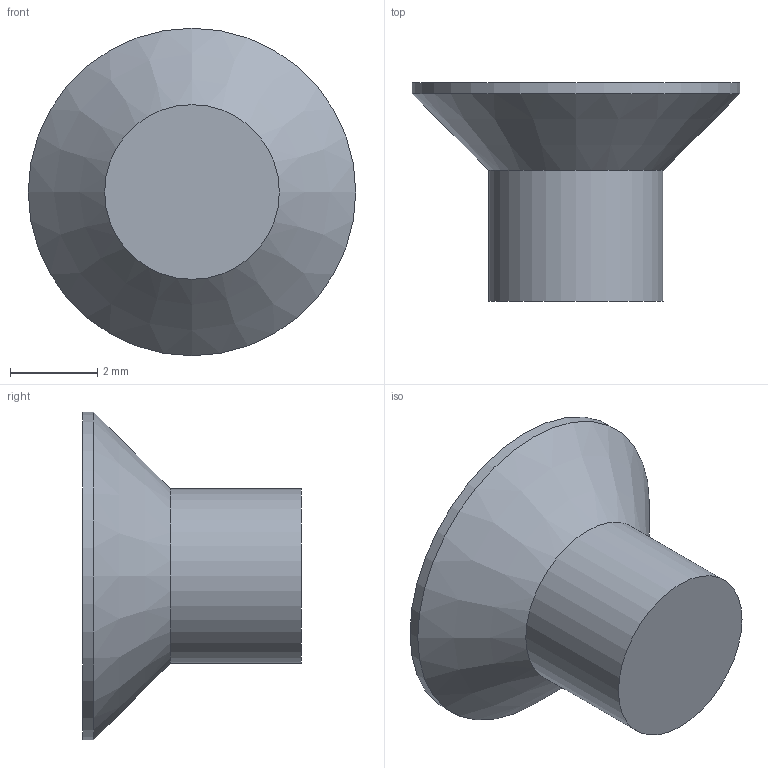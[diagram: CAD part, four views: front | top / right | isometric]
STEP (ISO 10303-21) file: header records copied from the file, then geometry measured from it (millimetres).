
FILE_DESCRIPTION(/* description */ (''),/* implementation_level */ '2;1');
FILE_NAME(/* name */ '86000080_BFS_M_0800.stp',/* time_stamp */ '2014-12-05T10:17:54+01:00',/* author */ ('Watermann'),/* organization */ (''),/* preprocessor_version */ 'ST-DEVELOPER v15.6',/* originating_system */ 'Autodesk Inventor 2015',/* authorisation */ '');
FILE_SCHEMA (('AUTOMOTIVE_DESIGN { 1 0 10303 214 3 1 1 }'));
Length unit declared in the file: millimetre
Products named in the file (1): SHR_S_M4x5_3Dsym
Bounding box: 7.5 x 5 x 7.5 mm (x, y, z)
Volume: 82.4 mm3; surface area: 162.4 mm2
Topology: 1 solids, 1 shells, 19 faces, 51 edges, 34 vertices
Faces by surface type: cylinder 14, cone 3, plane 2
Full cylindrical faces by diameter (mm): 4 x1, 7.5 x1
Entity records: 874 total; most frequent: CARTESIAN_POINT 432, ORIENTED_EDGE 86, DIRECTION 62, EDGE_CURVE 43, VERTEX_POINT 31, B_SPLINE_CURVE_WITH_KNOTS 26, AXIS2_PLACEMENT_3D 25, EDGE_LOOP 24
